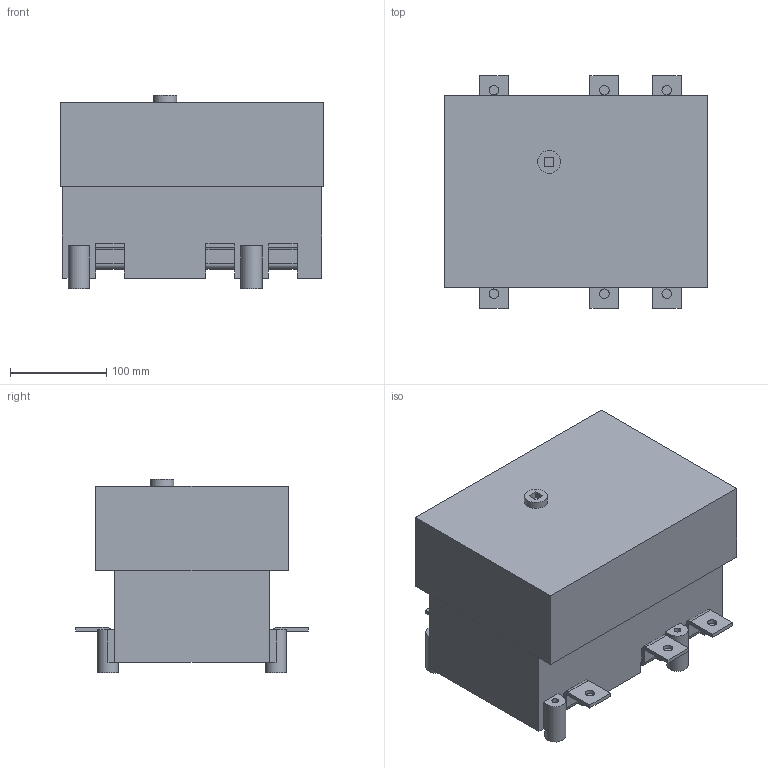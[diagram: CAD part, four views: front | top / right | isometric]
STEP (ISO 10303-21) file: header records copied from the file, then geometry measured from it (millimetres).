
FILE_DESCRIPTION(/* description */ (''),/* implementation_level */ '2;1');
FILE_NAME(/* name */ '3d_GE0400B.stp',/* time_stamp */ '2018-10-08T14:57:13+02:00',/* author */ ('Andrzej'),/* organization */ (''),/* preprocessor_version */ 'ST-DEVELOPER v16.13',/* originating_system */ 'AutoCAD Mechanical',/* authorisation */ '');
FILE_SCHEMA (('AUTOMOTIVE_DESIGN { 1 0 10303 214 3 1 1 }'));
Length unit declared in the file: millimetre
Products named in the file (1): Product
Bounding box: 274 x 242 x 202 mm (x, y, z)
Volume: 8892360.1 mm3; surface area: 422478 mm2
Topology: 8 solids, 8 shells, 151 faces, 3137 edges, 5762 vertices
Faces by surface type: plane 112, cylinder 39
Full cylindrical faces by diameter (mm): 7 x4, 10 x6, 22 x4, 24 x1
Entity records: 26498 total; most frequent: CARTESIAN_POINT 9023, DIRECTION 3518, LINE 3016, VECTOR 3016, STYLED_ITEM 2761, TRIMMED_CURVE 2753, ORIENTED_EDGE 724, EDGE_CURVE 362
